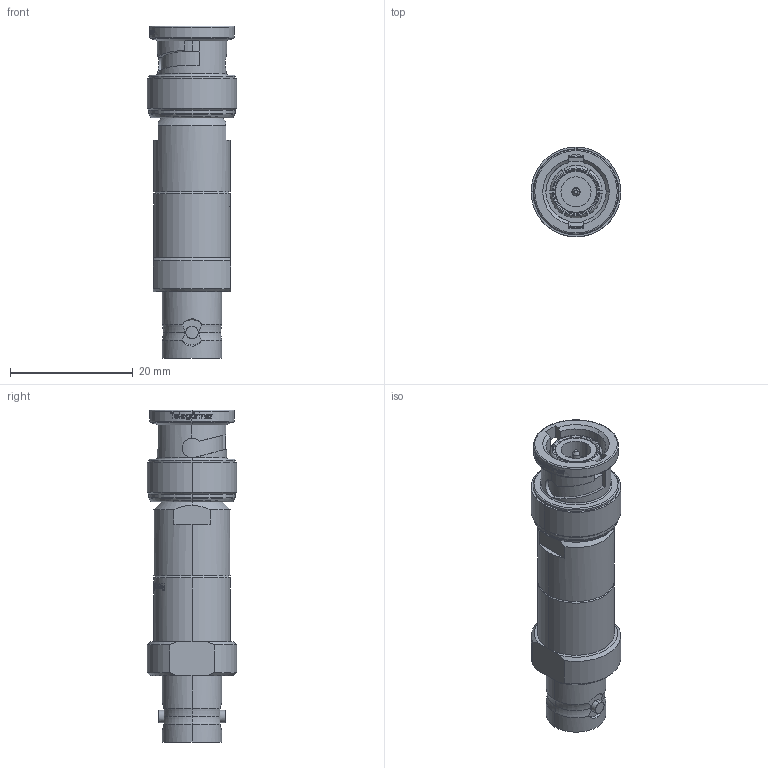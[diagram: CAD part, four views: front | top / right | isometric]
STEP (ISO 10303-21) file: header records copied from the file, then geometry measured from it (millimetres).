
FILE_DESCRIPTION (( 'STEP AP214' ), '1' );
FILE_NAME ('J01006A0837.STEP', '2019-07-04T08:06:29', ( '' ), ( '' ), 'SwSTEP 2.0', 'SolidWorks 2018', '' );
FILE_SCHEMA (( 'AUTOMOTIVE_DESIGN' ));
Length unit declared in the file: millimetre
Products named in the file (1): J01006A0837
Bounding box: 14.6 x 14.6 x 54 mm (x, y, z)
Volume: 5872 mm3; surface area: 3242.4 mm2
Topology: 1 solids, 1 shells, 931 faces, 2421 edges, 1601 vertices
Faces by surface type: bspline 398, plane 304, cylinder 159, cone 42, torus 28
Entity records: 60479 total; most frequent: CARTESIAN_POINT 30798, ORIENTED_EDGE 4842, DIRECTION 2647, EDGE_CURVE 2421, VERTEX_POINT 1601, B_SPLINE_CURVE_WITH_KNOTS 1263, EDGE_LOOP 1044, AXIS2_PLACEMENT_3D 997
